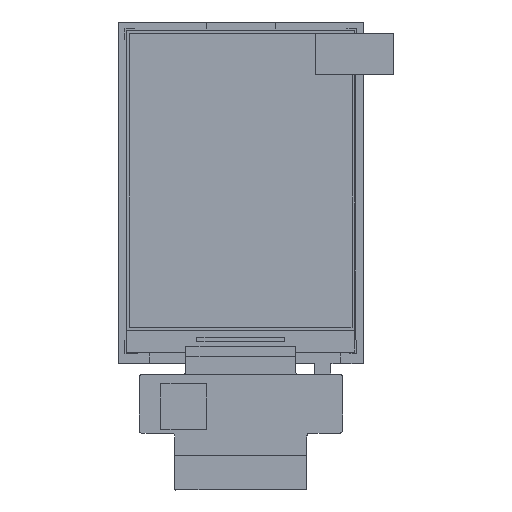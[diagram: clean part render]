
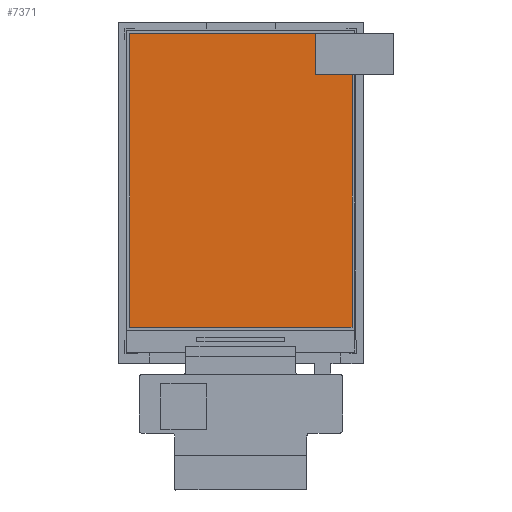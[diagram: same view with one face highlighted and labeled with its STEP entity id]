
A CAD part, top view. The second image highlights one B-rep face of the part: STEP entity #7371.
In plain terms, the highlighted planar face has unit normal (0, 0, 1).
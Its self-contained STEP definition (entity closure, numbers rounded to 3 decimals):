
#5516=DIRECTION('',(-1.,0.,0.));
#5517=VECTOR('',#5516,38.72);
#5518=CARTESIAN_POINT('',(2126.448,-600.288,0.57));
#5519=LINE('',#5518,#5517);
#5523=DIRECTION('',(0.,1.,0.));
#5524=VECTOR('',#5523,51.16);
#5525=CARTESIAN_POINT('',(2126.448,-651.448,0.57));
#5526=LINE('',#5525,#5524);
#5530=DIRECTION('',(1.,0.,0.));
#5531=VECTOR('',#5530,38.72);
#5532=CARTESIAN_POINT('',(2087.728,-651.448,0.57));
#5533=LINE('',#5532,#5531);
#5537=DIRECTION('',(0.,-1.,0.));
#5538=VECTOR('',#5537,51.16);
#5539=CARTESIAN_POINT('',(2087.728,-600.288,0.57));
#5540=LINE('',#5539,#5538);
#5944=CARTESIAN_POINT('',(2126.448,-600.288,0.57));
#5945=CARTESIAN_POINT('',(2087.728,-600.288,0.57));
#5946=VERTEX_POINT('',#5944);
#5947=VERTEX_POINT('',#5945);
#5948=CARTESIAN_POINT('',(2087.728,-651.448,0.57));
#5949=VERTEX_POINT('',#5948);
#5950=CARTESIAN_POINT('',(2126.448,-651.448,0.57));
#5951=VERTEX_POINT('',#5950);
#7360=CARTESIAN_POINT('',(0.,0.,0.57));
#7361=DIRECTION('',(0.,0.,1.));
#7362=DIRECTION('',(1.,0.,0.));
#7363=AXIS2_PLACEMENT_3D('',#7360,#7361,#7362);
#7364=PLANE('',#7363);
#7365=ORIENTED_EDGE('',*,*,#7312,.F.);
#7366=ORIENTED_EDGE('',*,*,#7327,.F.);
#7367=ORIENTED_EDGE('',*,*,#7341,.F.);
#7368=ORIENTED_EDGE('',*,*,#7354,.F.);
#7369=EDGE_LOOP('',(#7365,#7366,#7367,#7368));
#7370=FACE_OUTER_BOUND('',#7369,.F.);
#7312=EDGE_CURVE('',#5946,#5947,#5519,.T.);
#7327=EDGE_CURVE('',#5951,#5946,#5526,.T.);
#7341=EDGE_CURVE('',#5949,#5951,#5533,.T.);
#7354=EDGE_CURVE('',#5947,#5949,#5540,.T.);
#7371=ADVANCED_FACE('',(#7370),#7364,.T.);
